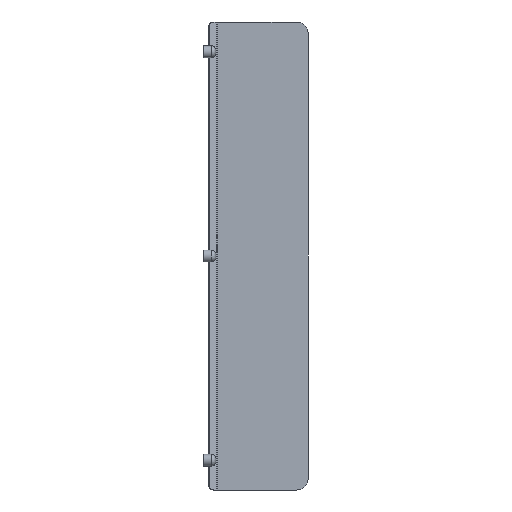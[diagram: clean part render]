
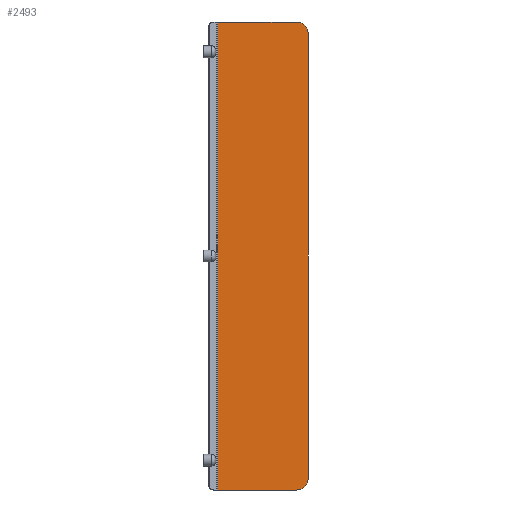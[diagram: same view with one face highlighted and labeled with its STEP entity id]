
A CAD part, front view. The second image highlights one B-rep face of the part: STEP entity #2493.
In plain terms, the highlighted face is planar.
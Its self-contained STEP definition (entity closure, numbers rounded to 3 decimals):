
#254=PLANE('',#2763);
#333=FACE_OUTER_BOUND('',#481,.T.);
#481=EDGE_LOOP('',(#1798,#1799,#1800,#1801,#1802,#1803));
#640=LINE('',#3876,#823);
#643=LINE('',#3882,#826);
#648=LINE('',#3898,#831);
#650=LINE('',#3904,#833);
#823=VECTOR('',#3102,10.);
#826=VECTOR('',#3107,10.);
#831=VECTOR('',#3124,10.);
#833=VECTOR('',#3132,10.);
#1005=CIRCLE('',#2758,30.);
#1006=CIRCLE('',#2761,30.);
#1123=VERTEX_POINT('',#3867);
#1124=VERTEX_POINT('',#3871);
#1126=VERTEX_POINT('',#3880);
#1130=VERTEX_POINT('',#3892);
#1131=VERTEX_POINT('',#3896);
#1132=VERTEX_POINT('',#3900);
#1374=EDGE_CURVE('',#1123,#1124,#640,.T.);
#1377=EDGE_CURVE('',#1126,#1124,#643,.T.);
#1383=EDGE_CURVE('',#1130,#1126,#1005,.T.);
#1385=EDGE_CURVE('',#1131,#1130,#648,.T.);
#1387=EDGE_CURVE('',#1132,#1131,#1006,.T.);
#1388=EDGE_CURVE('',#1123,#1132,#650,.T.);
#1798=ORIENTED_EDGE('',*,*,#1374,.T.);
#1799=ORIENTED_EDGE('',*,*,#1377,.F.);
#1800=ORIENTED_EDGE('',*,*,#1383,.F.);
#1801=ORIENTED_EDGE('',*,*,#1385,.F.);
#1802=ORIENTED_EDGE('',*,*,#1387,.F.);
#1803=ORIENTED_EDGE('',*,*,#1388,.F.);
#2493=ADVANCED_FACE('',(#333),#254,.F.);
#2758=AXIS2_PLACEMENT_3D('',#3894,#3119,#3120);
#2761=AXIS2_PLACEMENT_3D('',#3902,#3128,#3129);
#2763=AXIS2_PLACEMENT_3D('',#3905,#3133,#3134);
#3102=DIRECTION('',(0.,0.,-1.));
#3107=DIRECTION('',(-1.,0.,0.));
#3119=DIRECTION('center_axis',(0.,1.,0.));
#3120=DIRECTION('ref_axis',(1.,0.,0.));
#3124=DIRECTION('',(0.,0.,-1.));
#3128=DIRECTION('center_axis',(0.,1.,0.));
#3129=DIRECTION('ref_axis',(0.,0.,1.));
#3132=DIRECTION('',(1.,0.,0.));
#3133=DIRECTION('center_axis',(0.,1.,0.));
#3134=DIRECTION('ref_axis',(0.,0.,1.));
#3867=CARTESIAN_POINT('',(-228.433,0.,0.));
#3871=CARTESIAN_POINT('',(-228.433,0.,-1180.));
#3876=CARTESIAN_POINT('',(-228.433,0.,-885.));
#3880=CARTESIAN_POINT('',(-30.,0.,-1180.));
#3882=CARTESIAN_POINT('',(-30.,0.,-1180.));
#3892=CARTESIAN_POINT('',(0.,0.,-1150.));
#3894=CARTESIAN_POINT('Origin',(-30.,0.,-1150.));
#3896=CARTESIAN_POINT('',(0.,0.,-30.));
#3898=CARTESIAN_POINT('',(0.,0.,-30.));
#3900=CARTESIAN_POINT('',(-30.,0.,0.));
#3902=CARTESIAN_POINT('Origin',(-30.,0.,-30.));
#3904=CARTESIAN_POINT('',(-230.544,0.,0.));
#3905=CARTESIAN_POINT('Origin',(-116.393,0.,-590.));
